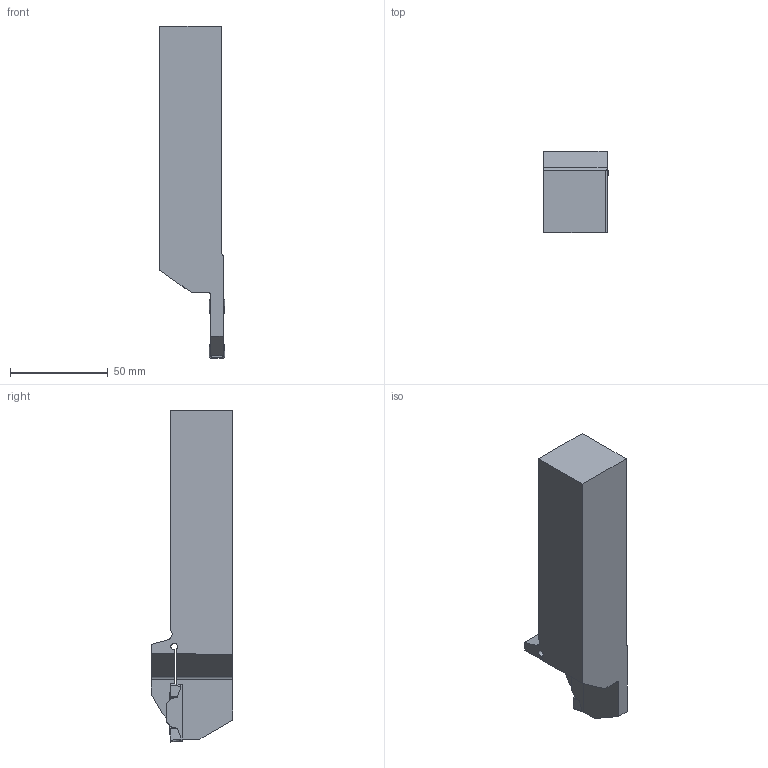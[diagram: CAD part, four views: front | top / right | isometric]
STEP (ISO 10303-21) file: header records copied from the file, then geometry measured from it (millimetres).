
FILE_DESCRIPTION(/* description */ (''),/* implementation_level */ '2;1');
FILE_NAME(/* name */ 'TOOLASSEMBLY_1.STP',/* time_stamp */ '2023-03-22T22:55:00+01:00',/* author */ (''),/* organization */ ('SMS'),/* preprocessor_version */ 'ST-DEVELOPER v16.7',/* originating_system */ 'SIEMENS PLM Software NX 12.0',/* authorisation */ '');
FILE_SCHEMA (('AUTOMOTIVE_DESIGN { 1 0 10303 214 3 1 1 1 }'));
Length unit declared in the file: millimetre
Products named in the file (4): ASSEMBLY_CONSTRUCTION; CUT_20230322225347; NOCUT_20230322225259; TOOLASSEMBLY_1
Assembly tree (3 placements, depth 2):
  TOOLASSEMBLY_1
    NOCUT_20230322225259
    CUT_20230322225347
    ASSEMBLY_CONSTRUCTION
Bounding box: 33.57 x 41.7 x 170 mm (x, y, z)
Volume: 146911.8 mm3; surface area: 24125.9 mm2
Topology: 2 solids, 2 shells, 114 faces, 336 edges, 233 vertices
Faces by surface type: plane 67, extrusion 24, cylinder 19, bspline 4
Entity records: 4921 total; most frequent: CARTESIAN_POINT 1879, ORIENTED_EDGE 664, DIRECTION 482, EDGE_CURVE 332, VECTOR 252, LINE 228, VERTEX_POINT 222, AXIS2_PLACEMENT_3D 115
